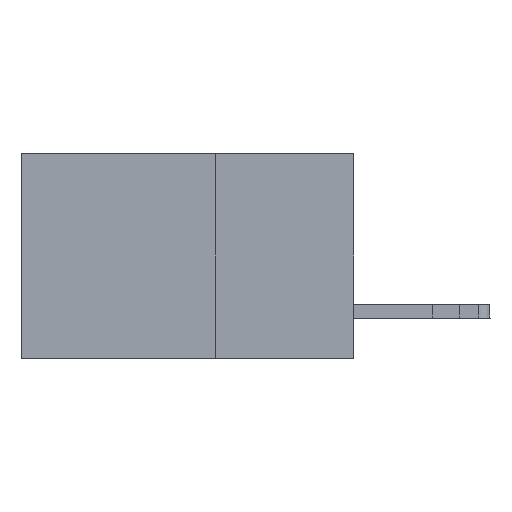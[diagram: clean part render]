
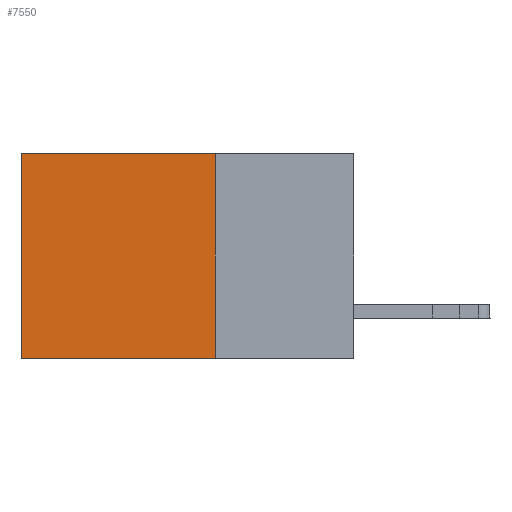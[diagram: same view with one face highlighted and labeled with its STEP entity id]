
A CAD part, left-side view. The second image highlights one B-rep face of the part: STEP entity #7550.
In plain terms, the highlighted planar face has unit normal (-1, 0, 0).
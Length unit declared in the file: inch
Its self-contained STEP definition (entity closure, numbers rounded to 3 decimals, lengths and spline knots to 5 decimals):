
#498 = ORIENTED_EDGE ( 'NONE', *, *, #8839, .T. ) ;
#533 = VECTOR ( 'NONE', #18107, 39.37008 ) ;
#813 = LINE ( 'NONE', #1710, #18235 ) ;
#897 = LINE ( 'NONE', #1813, #13756 ) ;
#1343 = EDGE_CURVE ( 'NONE', #4333, #7587, #12569, .T. ) ;
#1710 = CARTESIAN_POINT ( 'NONE',  ( 0.2875, 0.25, 0. ) ) ;
#1813 = CARTESIAN_POINT ( 'NONE',  ( 0.2875, 0.6, 0. ) ) ;
#1862 = EDGE_CURVE ( 'NONE', #19412, #7587, #897, .T. ) ;
#2443 = FACE_OUTER_BOUND ( 'NONE', #4391, .T. ) ;
#4081 = LINE ( 'NONE', #8768, #533 ) ;
#4333 = VERTEX_POINT ( 'NONE', #19491 ) ;
#4391 = EDGE_LOOP ( 'NONE', ( #7380, #19174, #16971, #498 ) ) ;
#4424 = PLANE ( 'NONE',  #11240 ) ;
#6484 = DIRECTION ( 'NONE',  ( 0., 0., -1. ) ) ;
#6590 = CARTESIAN_POINT ( 'NONE',  ( 0.2875, 0.25, 0. ) ) ;
#7343 = DIRECTION ( 'NONE',  ( 1., 0., 0. ) ) ;
#7380 = ORIENTED_EDGE ( 'NONE', *, *, #1862, .T. ) ;
#7550 = ADVANCED_FACE ( 'NONE', ( #2443 ), #4424, .F. ) ;
#7587 = VERTEX_POINT ( 'NONE', #10994 ) ;
#7594 = CARTESIAN_POINT ( 'NONE',  ( 0.2875, 0.25, 0. ) ) ;
#8219 = VECTOR ( 'NONE', #13076, 39.37008 ) ;
#8768 = CARTESIAN_POINT ( 'NONE',  ( 0.2875, 0.25, 0. ) ) ;
#8839 = EDGE_CURVE ( 'NONE', #19313, #19412, #4081, .T. ) ;
#10994 = CARTESIAN_POINT ( 'NONE',  ( 0.2875, 0.6, -0.37 ) ) ;
#11240 = AXIS2_PLACEMENT_3D ( 'NONE', #7594, #7343, #19596 ) ;
#12569 = LINE ( 'NONE', #16285, #8219 ) ;
#13076 = DIRECTION ( 'NONE',  ( 0., 1., 0. ) ) ;
#13340 = EDGE_CURVE ( 'NONE', #19313, #4333, #813, .T. ) ;
#13756 = VECTOR ( 'NONE', #19406, 39.37008 ) ;
#16285 = CARTESIAN_POINT ( 'NONE',  ( 0.2875, 0.25, -0.37 ) ) ;
#16971 = ORIENTED_EDGE ( 'NONE', *, *, #13340, .F. ) ;
#18107 = DIRECTION ( 'NONE',  ( 0., 1., 0. ) ) ;
#18235 = VECTOR ( 'NONE', #6484, 39.37008 ) ;
#19174 = ORIENTED_EDGE ( 'NONE', *, *, #1343, .F. ) ;
#19286 = CARTESIAN_POINT ( 'NONE',  ( 0.2875, 0.6, 0. ) ) ;
#19313 = VERTEX_POINT ( 'NONE', #6590 ) ;
#19406 = DIRECTION ( 'NONE',  ( 0., 0., -1. ) ) ;
#19412 = VERTEX_POINT ( 'NONE', #19286 ) ;
#19491 = CARTESIAN_POINT ( 'NONE',  ( 0.2875, 0.25, -0.37 ) ) ;
#19596 = DIRECTION ( 'NONE',  ( 0., 0., -1. ) ) ;
